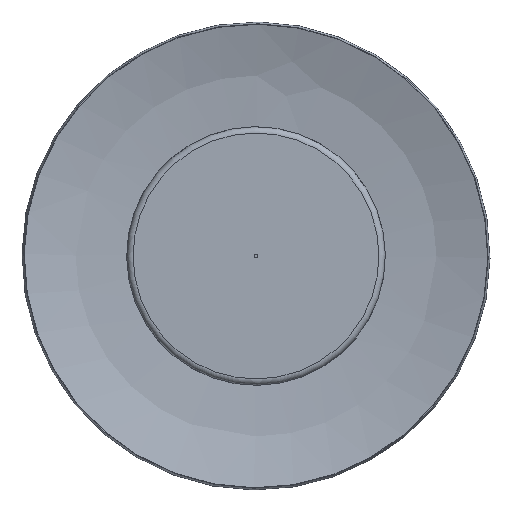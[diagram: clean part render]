
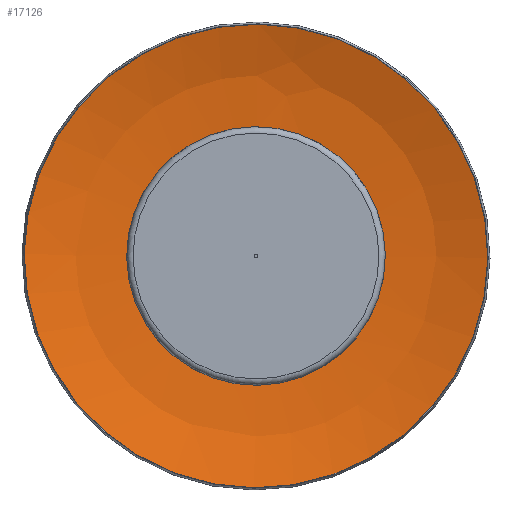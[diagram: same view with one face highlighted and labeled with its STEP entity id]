
A CAD part, top view. The second image highlights one B-rep face of the part: STEP entity #17126.
In plain terms, the highlighted free-form (B-spline) face has degree [2, 2] with [3, 9] control points.
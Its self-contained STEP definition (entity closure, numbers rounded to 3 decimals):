
#440=(
BOUNDED_SURFACE()
B_SPLINE_SURFACE(2,2,((#29115,#29116,#29117,#29118,#29119,#29120,#29121,
#29122,#29123),(#29124,#29125,#29126,#29127,#29128,#29129,#29130,#29131,
#29132),(#29133,#29134,#29135,#29136,#29137,#29138,#29139,#29140,#29141)),
 .UNSPECIFIED.,.F.,.T.,.F.)
B_SPLINE_SURFACE_WITH_KNOTS((3,3),(3,2,2,2,3),(-1.57,-1.221),
(-3.142,-1.571,0.,1.571,3.142),
 .UNSPECIFIED.)
GEOMETRIC_REPRESENTATION_ITEM()
RATIONAL_B_SPLINE_SURFACE(((1.,0.707,1.,0.707,1.,
0.707,1.,0.707,1.),(0.985,0.696,
0.985,0.696,0.985,0.696,0.985,
0.696,0.985),(1.,0.707,1.,0.707,
1.,0.707,1.,0.707,1.)))
REPRESENTATION_ITEM('')
SURFACE()
);
#2022=FACE_OUTER_BOUND('',#3135,.T.);
#3135=EDGE_LOOP('',(#13688,#13689,#13690,#13691,#13692,#13693));
#7285=CIRCLE('',#19214,206.001);
#7287=CIRCLE('',#19216,206.001);
#7288=CIRCLE('',#19217,374.53);
#7289=CIRCLE('',#19218,493.838);
#7290=CIRCLE('',#19219,374.53);
#8313=VERTEX_POINT('',#29110);
#8314=VERTEX_POINT('',#29111);
#8315=VERTEX_POINT('',#29142);
#8316=VERTEX_POINT('',#29143);
#10245=EDGE_CURVE('',#8313,#8314,#7285,.T.);
#10247=EDGE_CURVE('',#8314,#8313,#7287,.T.);
#10248=EDGE_CURVE('',#8315,#8316,#7288,.T.);
#10249=EDGE_CURVE('',#8316,#8314,#7289,.T.);
#10250=EDGE_CURVE('',#8316,#8315,#7290,.T.);
#13688=ORIENTED_EDGE('',*,*,#10248,.T.);
#13689=ORIENTED_EDGE('',*,*,#10249,.T.);
#13690=ORIENTED_EDGE('',*,*,#10245,.F.);
#13691=ORIENTED_EDGE('',*,*,#10247,.F.);
#13692=ORIENTED_EDGE('',*,*,#10249,.F.);
#13693=ORIENTED_EDGE('',*,*,#10250,.T.);
#17126=ADVANCED_FACE('',(#2022),#440,.T.);
#19214=AXIS2_PLACEMENT_3D('',#29112,#22435,#22436);
#19216=AXIS2_PLACEMENT_3D('',#29114,#22439,#22440);
#19217=AXIS2_PLACEMENT_3D('',#29144,#22441,#22442);
#19218=AXIS2_PLACEMENT_3D('',#29145,#22443,#22444);
#19219=AXIS2_PLACEMENT_3D('',#29146,#22445,#22446);
#22435=DIRECTION('center_axis',(0.,1.,0.));
#22436=DIRECTION('ref_axis',(1.,0.,0.));
#22439=DIRECTION('center_axis',(0.,1.,0.));
#22440=DIRECTION('ref_axis',(1.,0.,0.));
#22441=DIRECTION('center_axis',(0.,1.,0.));
#22442=DIRECTION('ref_axis',(-1.,0.,0.));
#22443=DIRECTION('center_axis',(-1.,0.,0.));
#22444=DIRECTION('ref_axis',(0.,0.,-1.));
#22445=DIRECTION('center_axis',(0.,1.,0.));
#22446=DIRECTION('ref_axis',(-1.,0.,0.));
#29110=CARTESIAN_POINT('',(-206.001,0.,0.));
#29111=CARTESIAN_POINT('',(0.,0.,-206.001));
#29112=CARTESIAN_POINT('Origin',(0.,0.,0.));
#29114=CARTESIAN_POINT('Origin',(0.,0.,0.));
#29115=CARTESIAN_POINT('Ctrl Pts',(0.,0.,-206.001));
#29116=CARTESIAN_POINT('Ctrl Pts',(-206.001,0.,
-206.001));
#29117=CARTESIAN_POINT('Ctrl Pts',(-206.001,0.,
0.));
#29118=CARTESIAN_POINT('Ctrl Pts',(-206.001,0.,
206.001));
#29119=CARTESIAN_POINT('Ctrl Pts',(0.,0.,206.001));
#29120=CARTESIAN_POINT('Ctrl Pts',(206.001,0.,
206.001));
#29121=CARTESIAN_POINT('Ctrl Pts',(206.001,0.,
0.));
#29122=CARTESIAN_POINT('Ctrl Pts',(206.001,0.,
-206.001));
#29123=CARTESIAN_POINT('Ctrl Pts',(0.,0.,-206.001));
#29124=CARTESIAN_POINT('Ctrl Pts',(0.,0.088,-292.889));
#29125=CARTESIAN_POINT('Ctrl Pts',(-292.889,0.088,
-292.889));
#29126=CARTESIAN_POINT('Ctrl Pts',(-292.889,0.088,
0.));
#29127=CARTESIAN_POINT('Ctrl Pts',(-292.889,0.088,
292.889));
#29128=CARTESIAN_POINT('Ctrl Pts',(0.,0.088,292.889));
#29129=CARTESIAN_POINT('Ctrl Pts',(292.889,0.088,
292.889));
#29130=CARTESIAN_POINT('Ctrl Pts',(292.889,0.088,
0.));
#29131=CARTESIAN_POINT('Ctrl Pts',(292.889,0.088,
-292.889));
#29132=CARTESIAN_POINT('Ctrl Pts',(0.,0.088,-292.889));
#29133=CARTESIAN_POINT('Ctrl Pts',(0.,29.829,-374.53));
#29134=CARTESIAN_POINT('Ctrl Pts',(-374.53,29.829,-374.53));
#29135=CARTESIAN_POINT('Ctrl Pts',(-374.53,29.829,0.));
#29136=CARTESIAN_POINT('Ctrl Pts',(-374.53,29.829,374.53));
#29137=CARTESIAN_POINT('Ctrl Pts',(0.,29.829,374.53));
#29138=CARTESIAN_POINT('Ctrl Pts',(374.53,29.829,374.53));
#29139=CARTESIAN_POINT('Ctrl Pts',(374.53,29.829,0.));
#29140=CARTESIAN_POINT('Ctrl Pts',(374.53,29.829,-374.53));
#29141=CARTESIAN_POINT('Ctrl Pts',(0.,29.829,-374.53));
#29142=CARTESIAN_POINT('',(-374.53,29.829,0.));
#29143=CARTESIAN_POINT('',(0.,29.829,-374.53));
#29144=CARTESIAN_POINT('Origin',(0.,29.829,0.));
#29145=CARTESIAN_POINT('Origin',(0.,493.838,-205.5));
#29146=CARTESIAN_POINT('Origin',(0.,29.829,0.));
